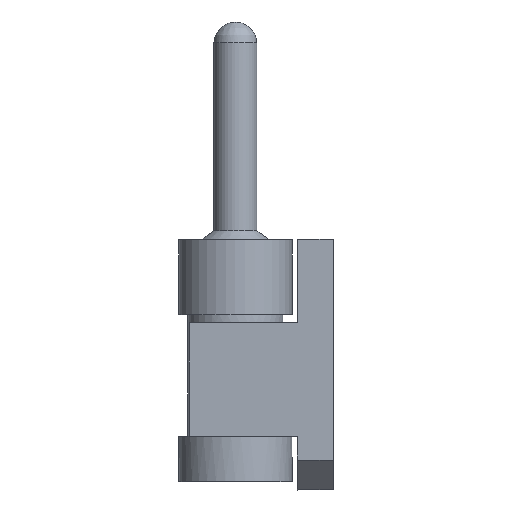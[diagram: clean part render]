
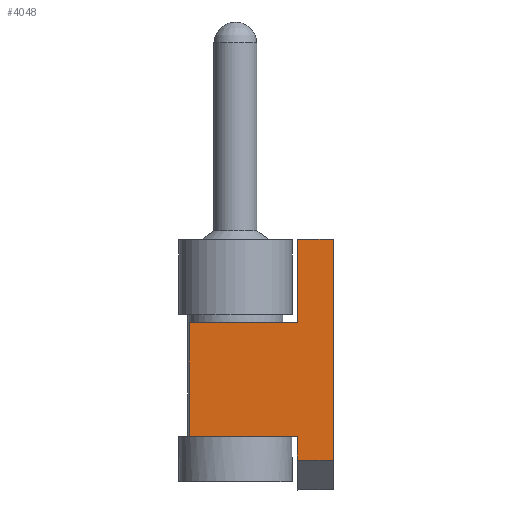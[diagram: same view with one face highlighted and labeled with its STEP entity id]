
A CAD part, left-side view. The second image highlights one B-rep face of the part: STEP entity #4048.
In plain terms, the highlighted planar face has unit normal (-1, 0, 0).
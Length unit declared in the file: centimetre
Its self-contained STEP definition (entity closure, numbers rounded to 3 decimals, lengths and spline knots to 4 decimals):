
#398=FACE_OUTER_BOUND('',#660,.T.);
#660=EDGE_LOOP('',(#3449,#3450,#3451,#3452,#3453,#3454,#3455,#3456));
#742=LINE('',#5285,#1135);
#785=LINE('',#5387,#1178);
#819=LINE('',#5694,#1212);
#1106=LINE('',#6926,#1499);
#1114=LINE('',#6941,#1507);
#1117=LINE('',#6946,#1510);
#1121=LINE('',#6956,#1514);
#1125=LINE('',#6963,#1518);
#1135=VECTOR('',#4364,0.181);
#1178=VECTOR('',#4427,0.181);
#1212=VECTOR('',#4653,0.19);
#1499=VECTOR('',#5152,0.37);
#1507=VECTOR('',#5164,0.04);
#1510=VECTOR('',#5171,0.06);
#1514=VECTOR('',#5185,0.14);
#1518=VECTOR('',#5193,0.06);
#1539=VERTEX_POINT('',#5282);
#1540=VERTEX_POINT('',#5284);
#1588=VERTEX_POINT('',#5384);
#1589=VERTEX_POINT('',#5386);
#1872=VERTEX_POINT('',#6923);
#1873=VERTEX_POINT('',#6925);
#1878=VERTEX_POINT('',#6939);
#1879=VERTEX_POINT('',#6955);
#1905=EDGE_CURVE('',#1540,#1539,#742,.T.);
#1956=EDGE_CURVE('',#1589,#1588,#785,.T.);
#2042=EDGE_CURVE('',#1589,#1539,#819,.T.);
#2389=EDGE_CURVE('',#1873,#1872,#1106,.T.);
#2397=EDGE_CURVE('',#1588,#1878,#1114,.T.);
#2400=EDGE_CURVE('',#1873,#1878,#1117,.T.);
#2404=EDGE_CURVE('',#1879,#1540,#1121,.T.);
#2408=EDGE_CURVE('',#1879,#1872,#1125,.T.);
#3449=ORIENTED_EDGE('',*,*,#2400,.F.);
#3450=ORIENTED_EDGE('',*,*,#2389,.T.);
#3451=ORIENTED_EDGE('',*,*,#2408,.F.);
#3452=ORIENTED_EDGE('',*,*,#2404,.T.);
#3453=ORIENTED_EDGE('',*,*,#1905,.T.);
#3454=ORIENTED_EDGE('',*,*,#2042,.F.);
#3455=ORIENTED_EDGE('',*,*,#1956,.T.);
#3456=ORIENTED_EDGE('',*,*,#2397,.T.);
#3617=PLANE('',#4300);
#4048=ADVANCED_FACE('',(#398),#3617,.T.);
#4300=AXIS2_PLACEMENT_3D('',#6962,#5191,#5192);
#4364=DIRECTION('',(0.,1.,0.));
#4427=DIRECTION('',(0.,-1.,0.));
#4653=DIRECTION('',(0.,0.,1.));
#5152=DIRECTION('',(0.,0.,1.));
#5164=DIRECTION('',(0.,0.,-1.));
#5171=DIRECTION('',(0.,1.,0.));
#5185=DIRECTION('',(0.,0.,-1.));
#5191=DIRECTION('center_axis',(-1.,0.,0.));
#5192=DIRECTION('ref_axis',(0.,-1.,0.));
#5193=DIRECTION('',(0.,-1.,0.));
#5282=CARTESIAN_POINT('',(-1.0878,1.4358,1.3484));
#5284=CARTESIAN_POINT('',(-1.0878,1.2548,1.3484));
#5285=CARTESIAN_POINT('',(-1.0878,1.4358,1.3484));
#5384=CARTESIAN_POINT('',(-1.0878,1.2548,1.1584));
#5386=CARTESIAN_POINT('',(-1.0878,1.4358,1.1584));
#5387=CARTESIAN_POINT('',(-1.0878,1.3453,1.1584));
#5694=CARTESIAN_POINT('',(-1.0878,1.4358,1.0684));
#6923=CARTESIAN_POINT('',(-1.0878,1.1948,1.4884));
#6925=CARTESIAN_POINT('',(-1.0878,1.1948,1.1184));
#6926=CARTESIAN_POINT('',(-1.0878,1.1948,1.0684));
#6939=CARTESIAN_POINT('',(-1.0878,1.2548,1.1184));
#6941=CARTESIAN_POINT('',(-1.0878,1.2548,1.0684));
#6946=CARTESIAN_POINT('',(-1.0878,1.3756,1.1184));
#6955=CARTESIAN_POINT('',(-1.0878,1.2548,1.4884));
#6956=CARTESIAN_POINT('',(-1.0878,1.2548,1.2084));
#6962=CARTESIAN_POINT('Origin',(-1.0878,1.4358,1.0684));
#6963=CARTESIAN_POINT('',(-1.0878,1.4358,1.4884));
